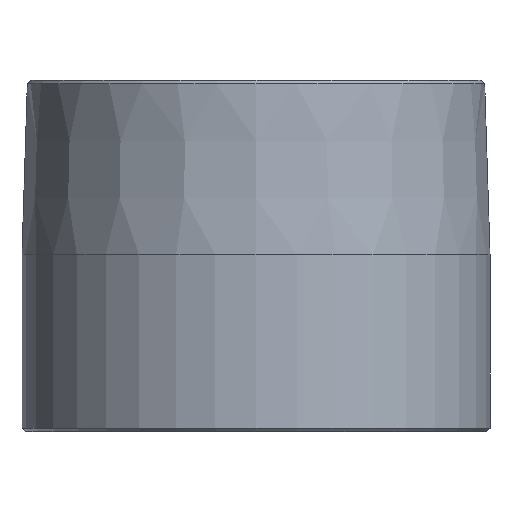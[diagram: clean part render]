
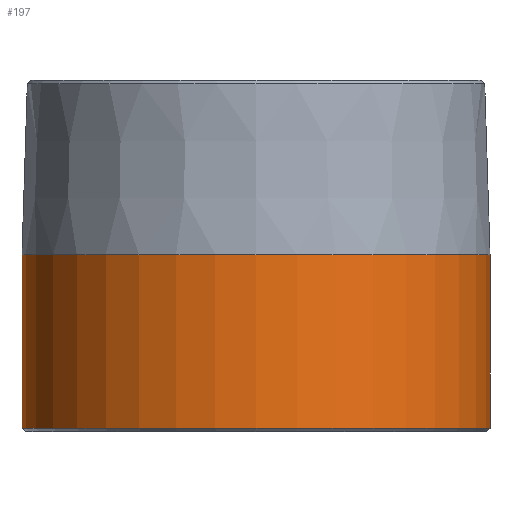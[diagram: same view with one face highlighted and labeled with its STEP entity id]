
A CAD part, front view. The second image highlights one B-rep face of the part: STEP entity #197.
In plain terms, the highlighted cylindrical face has radius 44.45 mm (diameter 88.9 mm), a partial arc.
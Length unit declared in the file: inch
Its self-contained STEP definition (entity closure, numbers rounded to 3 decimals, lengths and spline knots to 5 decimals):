
#40 = VERTEX_POINT ( 'NONE', #164 ) ;
#47 = CARTESIAN_POINT ( 'NONE',  ( 1.75, 0., 1.3225 ) ) ;
#52 = DIRECTION ( 'NONE',  ( 0., 0., -1. ) ) ;
#59 = EDGE_CURVE ( 'NONE', #75, #40, #115, .T. ) ;
#72 = AXIS2_PLACEMENT_3D ( 'NONE', #375, #180, #247 ) ;
#75 = VERTEX_POINT ( 'NONE', #47 ) ;
#91 = DIRECTION ( 'NONE',  ( -1., 0., 0. ) ) ;
#92 = CARTESIAN_POINT ( 'NONE',  ( 0., 0., 2.625 ) ) ;
#93 = VERTEX_POINT ( 'NONE', #490 ) ;
#102 = VECTOR ( 'NONE', #291, 39.37008 ) ;
#115 = CIRCLE ( 'NONE', #233, 1.75 ) ;
#125 = CARTESIAN_POINT ( 'NONE',  ( 0., 0., 1.3225 ) ) ;
#128 = VERTEX_POINT ( 'NONE', #365 ) ;
#133 = ORIENTED_EDGE ( 'NONE', *, *, #249, .T. ) ;
#150 = CARTESIAN_POINT ( 'NONE',  ( -1.75, 0., 2.625 ) ) ;
#164 = CARTESIAN_POINT ( 'NONE',  ( -1.75, 0., 1.3225 ) ) ;
#168 = ORIENTED_EDGE ( 'NONE', *, *, #373, .T. ) ;
#175 = DIRECTION ( 'NONE',  ( 0., 0., -1. ) ) ;
#176 = CARTESIAN_POINT ( 'NONE',  ( 1.75, 0., 2.625 ) ) ;
#180 = DIRECTION ( 'NONE',  ( 0., 0., 1. ) ) ;
#184 = EDGE_LOOP ( 'NONE', ( #350, #244, #168, #133 ) ) ;
#197 = ADVANCED_FACE ( 'NONE', ( #215 ), #211, .T. ) ;
#211 = CYLINDRICAL_SURFACE ( 'NONE', #436, 1.75 ) ;
#215 = FACE_OUTER_BOUND ( 'NONE', #184, .T. ) ;
#231 = EDGE_CURVE ( 'NONE', #75, #93, #374, .T. ) ;
#233 = AXIS2_PLACEMENT_3D ( 'NONE', #125, #435, #91 ) ;
#244 = ORIENTED_EDGE ( 'NONE', *, *, #59, .T. ) ;
#247 = DIRECTION ( 'NONE',  ( 1., 0., 0. ) ) ;
#249 = EDGE_CURVE ( 'NONE', #128, #93, #465, .T. ) ;
#291 = DIRECTION ( 'NONE',  ( 0., 0., -1. ) ) ;
#350 = ORIENTED_EDGE ( 'NONE', *, *, #231, .F. ) ;
#365 = CARTESIAN_POINT ( 'NONE',  ( -1.75, 0., 0.025 ) ) ;
#367 = DIRECTION ( 'NONE',  ( -1., 0., 0. ) ) ;
#373 = EDGE_CURVE ( 'NONE', #40, #128, #491, .T. ) ;
#374 = LINE ( 'NONE', #176, #102 ) ;
#375 = CARTESIAN_POINT ( 'NONE',  ( 0., 0., 0.025 ) ) ;
#435 = DIRECTION ( 'NONE',  ( 0., 0., -1. ) ) ;
#436 = AXIS2_PLACEMENT_3D ( 'NONE', #92, #52, #367 ) ;
#465 = CIRCLE ( 'NONE', #72, 1.75 ) ;
#473 = VECTOR ( 'NONE', #175, 39.37008 ) ;
#490 = CARTESIAN_POINT ( 'NONE',  ( 1.75, 0., 0.025 ) ) ;
#491 = LINE ( 'NONE', #150, #473 ) ;
